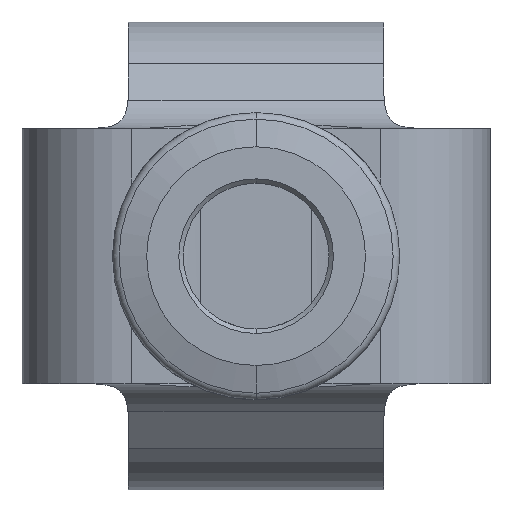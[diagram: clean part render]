
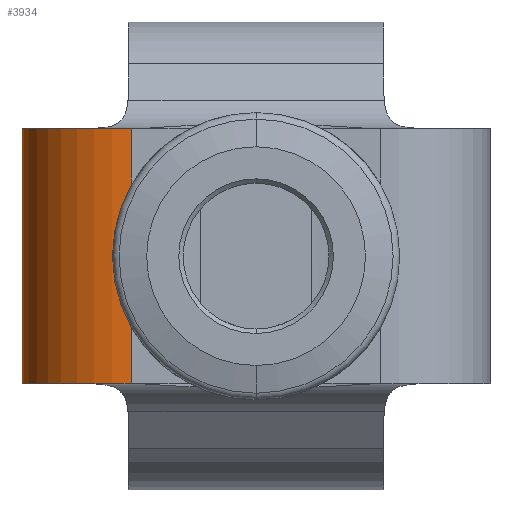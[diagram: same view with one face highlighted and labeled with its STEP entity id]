
A CAD part, front view. The second image highlights one B-rep face of the part: STEP entity #3934.
In plain terms, the highlighted cylindrical face has radius 9.525 mm (diameter 19.05 mm), a partial arc.
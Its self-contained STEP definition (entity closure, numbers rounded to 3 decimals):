
#115 = CARTESIAN_POINT ( 'NONE',  ( -30.494, -14.827, -10.525 ) ) ;
#166 = CARTESIAN_POINT ( 'NONE',  ( -20.969, -14.827, -10.525 ) ) ;
#195 = DIRECTION ( 'NONE',  ( 0., 0., 1. ) ) ;
#230 = CARTESIAN_POINT ( 'NONE',  ( -20.969, -24.352, -10.524 ) ) ;
#413 = AXIS2_PLACEMENT_3D ( 'NONE', #2424, #2402, #2494 ) ;
#455 = CYLINDRICAL_SURFACE ( 'NONE', #413, 9.525 ) ;
#524 = VERTEX_POINT ( 'NONE', #4180 ) ;
#539 = FACE_OUTER_BOUND ( 'NONE', #795, .T. ) ;
#589 = VERTEX_POINT ( 'NONE', #2827 ) ;
#610 = VECTOR ( 'NONE', #5596, 1000. ) ;
#795 = EDGE_LOOP ( 'NONE', ( #1594, #1588, #1419, #1525, #1512, #1504, #1439, #1424 ) ) ;
#842 = VERTEX_POINT ( 'NONE', #2392 ) ;
#927 = CARTESIAN_POINT ( 'NONE',  ( -20.969, -24.352, -10.524 ) ) ;
#981 = EDGE_CURVE ( 'NONE', #5224, #1172, #1184, .T. ) ;
#992 = VECTOR ( 'NONE', #5572, 1000. ) ;
#1002 = CARTESIAN_POINT ( 'NONE',  ( -20.969, -24.352, 11.705 ) ) ;
#1057 = VERTEX_POINT ( 'NONE', #4874 ) ;
#1172 = VERTEX_POINT ( 'NONE', #1002 ) ;
#1184 = CIRCLE ( 'NONE', #2548, 9.525 ) ;
#1419 = ORIENTED_EDGE ( 'NONE', *, *, #3462, .T. ) ;
#1424 = ORIENTED_EDGE ( 'NONE', *, *, #5936, .F. ) ;
#1439 = ORIENTED_EDGE ( 'NONE', *, *, #5563, .T. ) ;
#1504 = ORIENTED_EDGE ( 'NONE', *, *, #4808, .T. ) ;
#1512 = ORIENTED_EDGE ( 'NONE', *, *, #4214, .T. ) ;
#1525 = ORIENTED_EDGE ( 'NONE', *, *, #3606, .F. ) ;
#1561 = CARTESIAN_POINT ( 'NONE',  ( -30.494, -14.827, 11.705 ) ) ;
#1588 = ORIENTED_EDGE ( 'NONE', *, *, #2898, .T. ) ;
#1594 = ORIENTED_EDGE ( 'NONE', *, *, #981, .F. ) ;
#1694 = LINE ( 'NONE', #5494, #992 ) ;
#1721 = DIRECTION ( 'NONE',  ( 0., 0., -1. ) ) ;
#1734 = VERTEX_POINT ( 'NONE', #927 ) ;
#1798 = VECTOR ( 'NONE', #3401, 1000. ) ;
#1861 = LINE ( 'NONE', #3448, #1798 ) ;
#1898 = VERTEX_POINT ( 'NONE', #115 ) ;
#2331 = CIRCLE ( 'NONE', #4671, 9.525 ) ;
#2392 = CARTESIAN_POINT ( 'NONE',  ( -20.969, -24.352, -10.525 ) ) ;
#2402 = DIRECTION ( 'NONE',  ( 0., 0., -1. ) ) ;
#2424 = CARTESIAN_POINT ( 'NONE',  ( -20.969, -14.827, 11.705 ) ) ;
#2494 = DIRECTION ( 'NONE',  ( -1., 0., 0. ) ) ;
#2548 = AXIS2_PLACEMENT_3D ( 'NONE', #4051, #4093, #4177 ) ;
#2827 = CARTESIAN_POINT ( 'NONE',  ( -20.969, -24.352, 11.701 ) ) ;
#2898 = EDGE_CURVE ( 'NONE', #5224, #1898, #4199, .T. ) ;
#2926 = CARTESIAN_POINT ( 'NONE',  ( -30.494, -14.827, 11.705 ) ) ;
#3401 = DIRECTION ( 'NONE',  ( 0., 0., -1. ) ) ;
#3448 = CARTESIAN_POINT ( 'NONE',  ( -20.969, -24.352, 11.705 ) ) ;
#3462 = EDGE_CURVE ( 'NONE', #1898, #842, #2331, .T. ) ;
#3606 = EDGE_CURVE ( 'NONE', #1734, #842, #1861, .T. ) ;
#3934 = ADVANCED_FACE ( 'NONE', ( #539 ), #455, .T. ) ;
#4010 = VECTOR ( 'NONE', #1721, 1000. ) ;
#4051 = CARTESIAN_POINT ( 'NONE',  ( -20.969, -14.827, 11.705 ) ) ;
#4093 = DIRECTION ( 'NONE',  ( 0., 0., 1. ) ) ;
#4177 = DIRECTION ( 'NONE',  ( 1., 0., 0. ) ) ;
#4180 = CARTESIAN_POINT ( 'NONE',  ( -20.969, -24.352, 6.78 ) ) ;
#4199 = LINE ( 'NONE', #1561, #4010 ) ;
#4214 = EDGE_CURVE ( 'NONE', #1734, #1057, #1694, .T. ) ;
#4526 = DIRECTION ( 'NONE',  ( 0., 0., -1. ) ) ;
#4566 = VECTOR ( 'NONE', #4526, 1000. ) ;
#4592 = CARTESIAN_POINT ( 'NONE',  ( -20.969, -24.352, 11.705 ) ) ;
#4671 = AXIS2_PLACEMENT_3D ( 'NONE', #166, #6317, #6303 ) ;
#4808 = EDGE_CURVE ( 'NONE', #1057, #524, #5316, .T. ) ;
#4874 = CARTESIAN_POINT ( 'NONE',  ( -20.969, -24.352, -5.604 ) ) ;
#4930 = LINE ( 'NONE', #4592, #4566 ) ;
#5224 = VERTEX_POINT ( 'NONE', #2926 ) ;
#5316 = LINE ( 'NONE', #5577, #610 ) ;
#5494 = CARTESIAN_POINT ( 'NONE',  ( -20.969, -24.352, -10.524 ) ) ;
#5563 = EDGE_CURVE ( 'NONE', #524, #589, #5862, .T. ) ;
#5572 = DIRECTION ( 'NONE',  ( 0., 0., 1. ) ) ;
#5577 = CARTESIAN_POINT ( 'NONE',  ( -20.969, -24.352, -10.524 ) ) ;
#5596 = DIRECTION ( 'NONE',  ( 0., 0., 1. ) ) ;
#5796 = VECTOR ( 'NONE', #195, 1000. ) ;
#5862 = LINE ( 'NONE', #230, #5796 ) ;
#5936 = EDGE_CURVE ( 'NONE', #1172, #589, #4930, .T. ) ;
#6303 = DIRECTION ( 'NONE',  ( 1., 0., 0. ) ) ;
#6317 = DIRECTION ( 'NONE',  ( 0., 0., 1. ) ) ;
